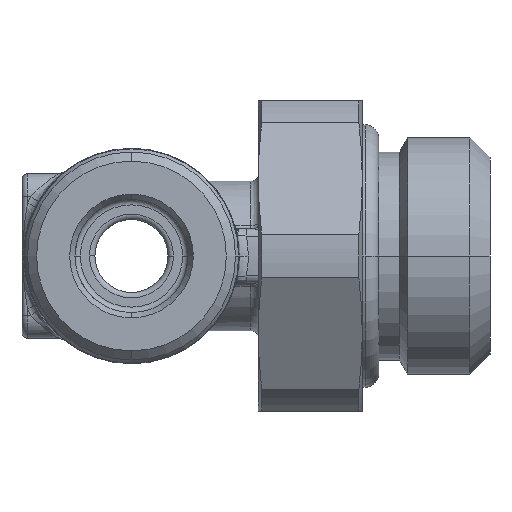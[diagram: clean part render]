
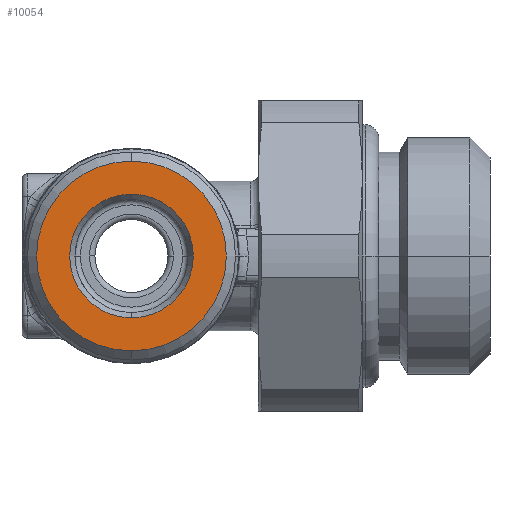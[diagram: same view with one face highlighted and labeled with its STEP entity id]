
A CAD part, left-side view. The second image highlights one B-rep face of the part: STEP entity #10054.
In plain terms, the highlighted planar face has unit normal (-1, 0, 0).
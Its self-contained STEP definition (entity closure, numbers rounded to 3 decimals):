
#3217=CARTESIAN_POINT('',(-19.45,0.,0.));
#3218=DIRECTION('',(-1.,0.,0.));
#3219=DIRECTION('',(0.,0.,-1.));
#3220=AXIS2_PLACEMENT_3D('',#3217,#3218,#3219);
#3230=CARTESIAN_POINT('',(-19.45,0.,0.));
#3231=DIRECTION('',(1.,0.,0.));
#3232=DIRECTION('',(0.,0.,-1.));
#3233=AXIS2_PLACEMENT_3D('',#3230,#3231,#3232);
#3235=CARTESIAN_POINT('',(-19.45,0.,0.));
#3236=DIRECTION('',(1.,0.,0.));
#3237=DIRECTION('',(0.,0.,-1.));
#3238=AXIS2_PLACEMENT_3D('',#3235,#3236,#3237);
#3240=CARTESIAN_POINT('',(-19.45,0.,0.));
#3241=DIRECTION('',(-1.,0.,0.));
#3242=DIRECTION('',(0.,0.,-1.));
#3243=AXIS2_PLACEMENT_3D('',#3240,#3241,#3242);
#4325=CARTESIAN_POINT('',(-19.45,0.,-3.389));
#4327=VERTEX_POINT('',#4325);
#4328=CARTESIAN_POINT('',(-19.45,0.,-5.2));
#4330=VERTEX_POINT('',#4328);
#4335=CARTESIAN_POINT('',(-19.45,0.,3.389));
#4337=VERTEX_POINT('',#4335);
#4338=CARTESIAN_POINT('',(-19.45,0.,5.2));
#4340=VERTEX_POINT('',#4338);
#10039=CARTESIAN_POINT('',(-19.45,0.,0.));
#10040=DIRECTION('',(-1.,0.,0.));
#10041=DIRECTION('',(0.,0.,1.));
#10042=AXIS2_PLACEMENT_3D('',#10039,#10040,#10041);
#10043=PLANE('',#10042);
#10044=ORIENTED_EDGE('',*,*,#10018,.F.);
#10045=ORIENTED_EDGE('',*,*,#10034,.T.);
#10046=EDGE_LOOP('',(#10044,#10045));
#10047=FACE_OUTER_BOUND('',#10046,.F.);
#10049=ORIENTED_EDGE('',*,*,#10048,.F.);
#10051=ORIENTED_EDGE('',*,*,#10050,.T.);
#10052=EDGE_LOOP('',(#10049,#10051));
#10053=FACE_BOUND('',#10052,.F.);
#10054=ADVANCED_FACE('',(#10047,#10053),#10043,.T.);
#3221=CIRCLE('',#3220,5.2);
#3234=CIRCLE('',#3233,5.2);
#3239=CIRCLE('',#3238,3.389);
#3244=CIRCLE('',#3243,3.389);
#10018=EDGE_CURVE('',#4330,#4340,#3221,.T.);
#10034=EDGE_CURVE('',#4330,#4340,#3234,.T.);
#10048=EDGE_CURVE('',#4327,#4337,#3239,.T.);
#10050=EDGE_CURVE('',#4327,#4337,#3244,.T.);
